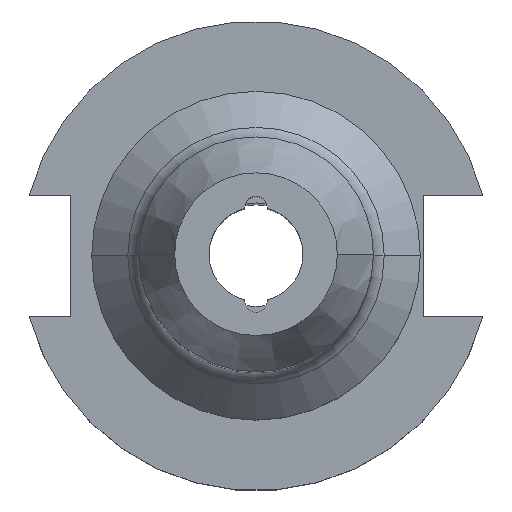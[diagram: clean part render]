
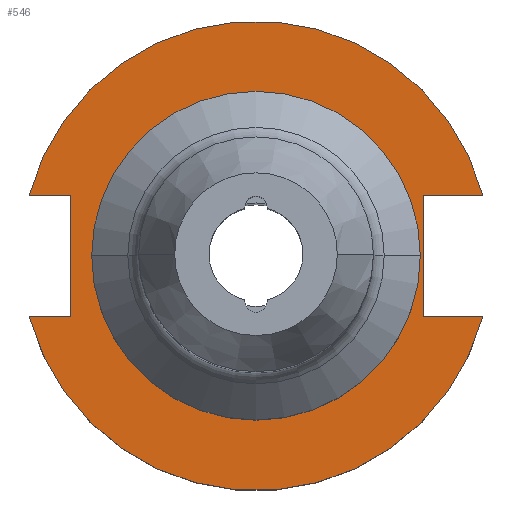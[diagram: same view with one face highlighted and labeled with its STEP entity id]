
A CAD part, top view. The second image highlights one B-rep face of the part: STEP entity #546.
In plain terms, the highlighted planar face has unit normal (0, 0, 1).
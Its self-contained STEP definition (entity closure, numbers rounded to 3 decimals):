
#7 = VECTOR ( 'NONE', #452, 1000. ) ;
#13 = VERTEX_POINT ( 'NONE', #276 ) ;
#25 = DIRECTION ( 'NONE',  ( 1., 0., 0. ) ) ;
#35 = VECTOR ( 'NONE', #731, 1000. ) ;
#55 = VERTEX_POINT ( 'NONE', #1480 ) ;
#63 = CARTESIAN_POINT ( 'NONE',  ( -30.675, 8.191, 19.05 ) ) ;
#75 = FACE_OUTER_BOUND ( 'NONE', #191, .T. ) ;
#87 = EDGE_CURVE ( 'NONE', #521, #13, #637, .T. ) ;
#121 = CIRCLE ( 'NONE', #1592, 22.225 ) ;
#148 = DIRECTION ( 'NONE',  ( 0., 0., -1. ) ) ;
#158 = PLANE ( 'NONE',  #786 ) ;
#191 = EDGE_LOOP ( 'NONE', ( #454, #1425, #935, #1044, #375, #1070, #856, #1399 ) ) ;
#209 = DIRECTION ( 'NONE',  ( 1., 0., 0. ) ) ;
#220 = DIRECTION ( 'NONE',  ( 1., 0., 0. ) ) ;
#229 = VECTOR ( 'NONE', #839, 1000. ) ;
#243 = LINE ( 'NONE', #960, #1887 ) ;
#276 = CARTESIAN_POINT ( 'NONE',  ( -25.091, -8.191, 19.05 ) ) ;
#340 = EDGE_CURVE ( 'NONE', #1254, #13, #1690, .T. ) ;
#341 = CARTESIAN_POINT ( 'NONE',  ( 0., 0., 19.05 ) ) ;
#375 = ORIENTED_EDGE ( 'NONE', *, *, #1369, .T. ) ;
#385 = CARTESIAN_POINT ( 'NONE',  ( 0., 8.191, 19.05 ) ) ;
#422 = CARTESIAN_POINT ( 'NONE',  ( -25.091, 8.191, 19.05 ) ) ;
#432 = AXIS2_PLACEMENT_3D ( 'NONE', #704, #1438, #1291 ) ;
#439 = LINE ( 'NONE', #461, #7 ) ;
#448 = CIRCLE ( 'NONE', #1276, 22.225 ) ;
#452 = DIRECTION ( 'NONE',  ( 0., 1., 0. ) ) ;
#454 = ORIENTED_EDGE ( 'NONE', *, *, #340, .T. ) ;
#461 = CARTESIAN_POINT ( 'NONE',  ( 22.606, 22.225, 19.05 ) ) ;
#473 = CARTESIAN_POINT ( 'NONE',  ( 0., 22.225, 19.05 ) ) ;
#521 = VERTEX_POINT ( 'NONE', #1804 ) ;
#546 = ADVANCED_FACE ( 'NONE', ( #810, #75 ), #158, .F. ) ;
#555 = VERTEX_POINT ( 'NONE', #1920 ) ;
#559 = DIRECTION ( 'NONE',  ( 0., 0., 1. ) ) ;
#564 = LINE ( 'NONE', #1034, #1902 ) ;
#565 = CIRCLE ( 'NONE', #432, 31.75 ) ;
#637 = LINE ( 'NONE', #1310, #35 ) ;
#645 = EDGE_CURVE ( 'NONE', #55, #1527, #448, .T. ) ;
#648 = CARTESIAN_POINT ( 'NONE',  ( -22.225, 0., 19.05 ) ) ;
#657 = VERTEX_POINT ( 'NONE', #1365 ) ;
#685 = DIRECTION ( 'NONE',  ( 0., 0., 1. ) ) ;
#698 = ORIENTED_EDGE ( 'NONE', *, *, #740, .F. ) ;
#704 = CARTESIAN_POINT ( 'NONE',  ( 0., 0., 19.05 ) ) ;
#731 = DIRECTION ( 'NONE',  ( 1., 0., 0. ) ) ;
#740 = EDGE_CURVE ( 'NONE', #1527, #55, #121, .T. ) ;
#777 = EDGE_CURVE ( 'NONE', #555, #657, #243, .T. ) ;
#786 = AXIS2_PLACEMENT_3D ( 'NONE', #473, #148, #1349 ) ;
#802 = DIRECTION ( 'NONE',  ( 0., 0., 1. ) ) ;
#808 = CIRCLE ( 'NONE', #1077, 31.75 ) ;
#810 = FACE_BOUND ( 'NONE', #1540, .T. ) ;
#831 = CARTESIAN_POINT ( 'NONE',  ( -25.091, 8.191, 19.05 ) ) ;
#836 = VERTEX_POINT ( 'NONE', #63 ) ;
#839 = DIRECTION ( 'NONE',  ( 0., -1., 0. ) ) ;
#856 = ORIENTED_EDGE ( 'NONE', *, *, #1652, .T. ) ;
#858 = EDGE_CURVE ( 'NONE', #521, #657, #565, .T. ) ;
#935 = ORIENTED_EDGE ( 'NONE', *, *, #858, .T. ) ;
#960 = CARTESIAN_POINT ( 'NONE',  ( 0., -8.191, 19.05 ) ) ;
#987 = DIRECTION ( 'NONE',  ( -1., 0., 0. ) ) ;
#1034 = CARTESIAN_POINT ( 'NONE',  ( -61.091, 8.191, 19.05 ) ) ;
#1044 = ORIENTED_EDGE ( 'NONE', *, *, #777, .F. ) ;
#1070 = ORIENTED_EDGE ( 'NONE', *, *, #1105, .F. ) ;
#1077 = AXIS2_PLACEMENT_3D ( 'NONE', #1256, #559, #220 ) ;
#1105 = EDGE_CURVE ( 'NONE', #1525, #1609, #1830, .T. ) ;
#1254 = VERTEX_POINT ( 'NONE', #422 ) ;
#1256 = CARTESIAN_POINT ( 'NONE',  ( 0., 0., 19.05 ) ) ;
#1276 = AXIS2_PLACEMENT_3D ( 'NONE', #341, #802, #25 ) ;
#1291 = DIRECTION ( 'NONE',  ( 1., 0., 0. ) ) ;
#1310 = CARTESIAN_POINT ( 'NONE',  ( -61.091, -8.191, 19.05 ) ) ;
#1349 = DIRECTION ( 'NONE',  ( -1., 0., 0. ) ) ;
#1365 = CARTESIAN_POINT ( 'NONE',  ( 30.675, -8.191, 19.05 ) ) ;
#1369 = EDGE_CURVE ( 'NONE', #555, #1609, #439, .T. ) ;
#1392 = CARTESIAN_POINT ( 'NONE',  ( 0., 0., 19.05 ) ) ;
#1399 = ORIENTED_EDGE ( 'NONE', *, *, #1803, .T. ) ;
#1402 = DIRECTION ( 'NONE',  ( 1., 0., 0. ) ) ;
#1425 = ORIENTED_EDGE ( 'NONE', *, *, #87, .F. ) ;
#1438 = DIRECTION ( 'NONE',  ( 0., 0., 1. ) ) ;
#1480 = CARTESIAN_POINT ( 'NONE',  ( 22.225, 0., 19.05 ) ) ;
#1525 = VERTEX_POINT ( 'NONE', #1554 ) ;
#1527 = VERTEX_POINT ( 'NONE', #648 ) ;
#1540 = EDGE_LOOP ( 'NONE', ( #1705, #698 ) ) ;
#1554 = CARTESIAN_POINT ( 'NONE',  ( 30.675, 8.191, 19.05 ) ) ;
#1592 = AXIS2_PLACEMENT_3D ( 'NONE', #1392, #685, #209 ) ;
#1609 = VERTEX_POINT ( 'NONE', #1844 ) ;
#1652 = EDGE_CURVE ( 'NONE', #1525, #836, #808, .T. ) ;
#1690 = LINE ( 'NONE', #831, #229 ) ;
#1705 = ORIENTED_EDGE ( 'NONE', *, *, #645, .F. ) ;
#1760 = VECTOR ( 'NONE', #987, 1000. ) ;
#1803 = EDGE_CURVE ( 'NONE', #836, #1254, #564, .T. ) ;
#1804 = CARTESIAN_POINT ( 'NONE',  ( -30.675, -8.191, 19.05 ) ) ;
#1815 = DIRECTION ( 'NONE',  ( 1., 0., 0. ) ) ;
#1830 = LINE ( 'NONE', #385, #1760 ) ;
#1844 = CARTESIAN_POINT ( 'NONE',  ( 22.606, 8.191, 19.05 ) ) ;
#1887 = VECTOR ( 'NONE', #1402, 1000. ) ;
#1902 = VECTOR ( 'NONE', #1815, 1000. ) ;
#1920 = CARTESIAN_POINT ( 'NONE',  ( 22.606, -8.191, 19.05 ) ) ;
